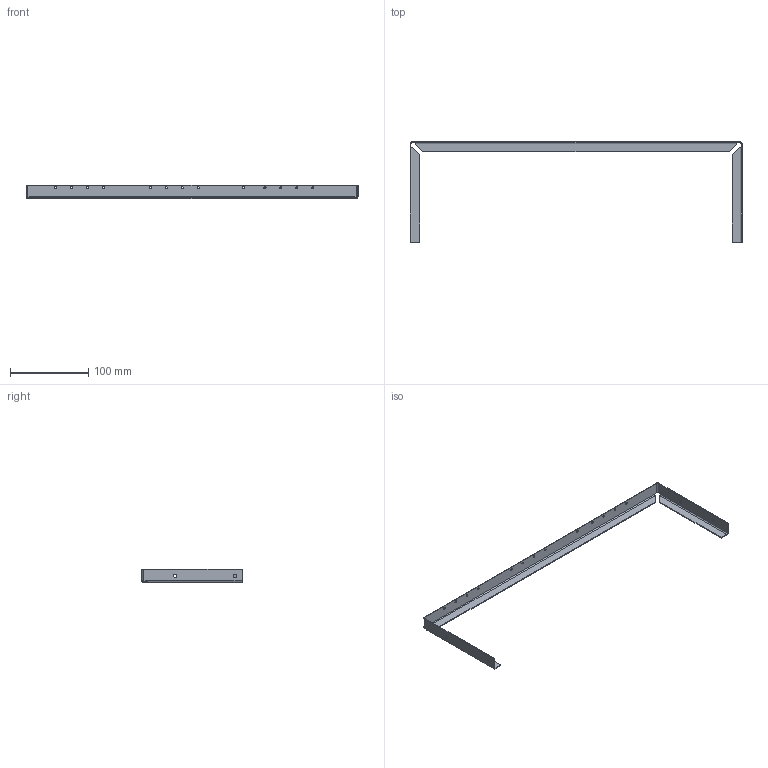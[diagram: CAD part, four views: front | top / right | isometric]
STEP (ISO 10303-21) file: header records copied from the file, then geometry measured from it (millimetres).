
FILE_DESCRIPTION (( 'STEP AP203' ), '1' );
FILE_NAME ('D1700343-v5.STEP', '2017-11-01T16:08:15', ( '' ), ( '' ), 'SwSTEP 2.0', 'SolidWorks 2017', '' );
FILE_SCHEMA (( 'CONFIG_CONTROL_DESIGN' ));
Length unit declared in the file: inch
Products named in the file (1): D1700343-v5
Bounding box: 423.01 x 127.57 x 17.09 mm (x, y, z)
Volume: 21977.3 mm3; surface area: 38142.8 mm2
Topology: 1 solids, 1 shells, 75 faces, 179 edges, 106 vertices
Faces by surface type: plane 48, cylinder 27
Full cylindrical faces by diameter (mm): 2.705 x13, 4.216 x4
Entity records: 2189 total; most frequent: DIRECTION 368, CARTESIAN_POINT 344, ORIENTED_EDGE 324, EDGE_CURVE 162, AXIS2_PLACEMENT_3D 130, EDGE_LOOP 126, LINE 108, VECTOR 108
